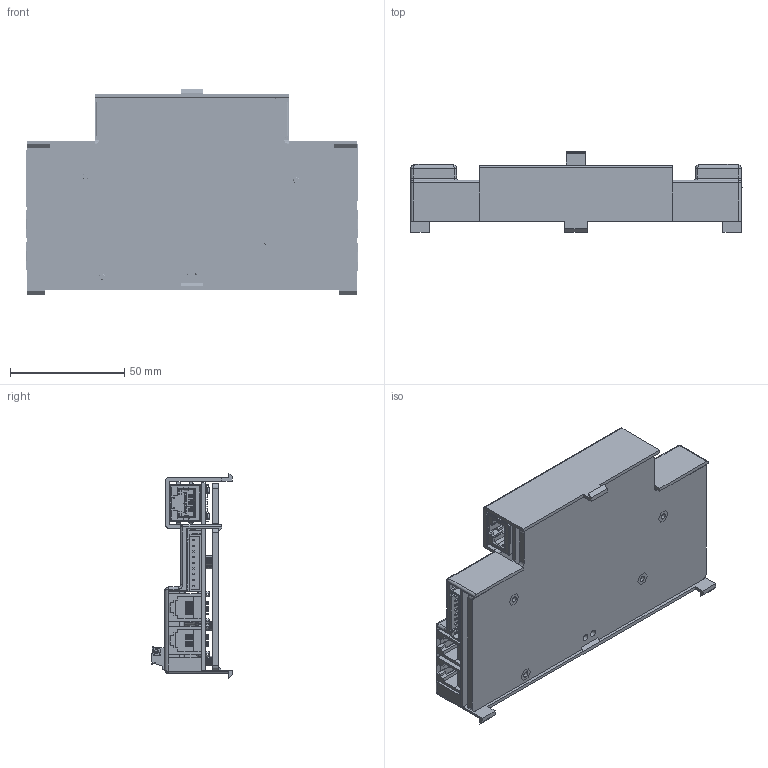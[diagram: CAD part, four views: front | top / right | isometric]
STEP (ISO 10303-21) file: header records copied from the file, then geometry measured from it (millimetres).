
FILE_DESCRIPTION(/* description */ (''),/* implementation_level */ '2;1');
FILE_NAME(/* name */ 'ConveyLinx ERSC v23.step',/* time_stamp */ '2022-04-20T14:07:02-04:00',/* author */ (''),/* organization */ (''),/* preprocessor_version */ 'ST-DEVELOPER v18.1',/* originating_system */ 'Autodesk Translation Framework v10.14.0.1471',/* authorisation */ '');
FILE_SCHEMA (('AUTOMOTIVE_DESIGN { 1 0 10303 214 3 1 1 }'));
Products named in the file (40): ConveyLinx ERSC; ConveyLinx Heatsink Assembly; ConveyLinx ERSC Heatsink V11; Heatsink Thread Insert; ConveyLinx ERSC Regular PCB; ConveyLinx ERSC PCB No Power Terminal; Board; SEN1B; SEN1A; SEN2A; D34; D35; LED_0806_GREEN; D7; LED_0806_RED; LS1A; LS2A; MS1; LS1B; LS2B; MS2; B1; TS-064_SMD; MS3; MS4; LED_KPHBM-R_G; SEN2B; RJ11-2; MOT1A; MOT1B; JST_SW3dPS-S_XH-A; ACC-M-RJE60-188-5X01-REVT1; Power Terminal PCB - Regular; 1803426; Power Terminal Cable - Regular; mcvr_1.5-2-st-3.81; ConveyLinx ERSC PCB Screw; Plastic Cover Regular; Label; ConveyLinx ERSC Enclosure V17
Assembly tree (58 placements, depth 5):
  ConveyLinx ERSC
    ConveyLinx Heatsink Assembly
      Heatsink Thread Insert  x4
      ConveyLinx ERSC Heatsink V11
    ConveyLinx ERSC Regular PCB
      ConveyLinx ERSC PCB No Power Terminal
        Board
        SEN1B
          RJ11-2
        SEN1A
          RJ11-2
        SEN2A
          RJ11-2
        D34
          LED_0806_GREEN
        D35
          LED_0806_GREEN
        D7
          LED_0806_RED
        LS1A
          LED_KPHBM-R_G
        LS2A
          LED_KPHBM-R_G
        MS1
          LED_KPHBM-R_G
        LS1B
          LED_KPHBM-R_G
        LS2B
          LED_KPHBM-R_G
        MS2
          LED_KPHBM-R_G
        B1
          TS-064_SMD
        MS3
          LED_KPHBM-R_G
        MS4
          LED_KPHBM-R_G
        SEN2B
          RJ11-2
        MOT1A
          JST_SW3dPS-S_XH-A
        MOT1B
          JST_SW3dPS-S_XH-A
        ACC-M-RJE60-188-5X01-REVT1  x2
      Power Terminal PCB - Regular
        1803426
      Power Terminal Cable - Regular
        mcvr_1.5-2-st-3.81
    ConveyLinx ERSC PCB Screw  x4
    Plastic Cover Regular
      Label
      ConveyLinx ERSC Enclosure V17
Bounding box: 145.41 x 35.4 x 89.98 mm (x, y, z)
Volume: 87476.8 mm3; surface area: 120697.2 mm2
Topology: 46 solids, 46 shells, 6180 faces, 16807 edges, 10875 vertices
Faces by surface type: plane 4479, cylinder 1263, bspline 292, cone 66, torus 50, sphere 30
Full cylindrical faces by diameter (mm): 0.15 x3, 0.457 x2, 0.5 x76, 0.6 x18, 0.7 x3, 0.8 x40, 0.889 x16, 1 x24, 1.2 x2, 1.5 x6, 1.6 x2, 2 x1, 2.1 x8, 2.35 x44, 2.4 x4, 2.529 x4, 2.8 x2, 2.9 x2, 3 x48, 3.2 x4, 3.5 x1, 4 x26, 5 x2, 6 x4
Entity records: 105598 total; most frequent: CARTESIAN_POINT 29079, ORIENTED_EDGE 15862, DIRECTION 14776, EDGE_CURVE 7931, LINE 6050, VECTOR 6050, VERTEX_POINT 5152, AXIS2_PLACEMENT_3D 4363
